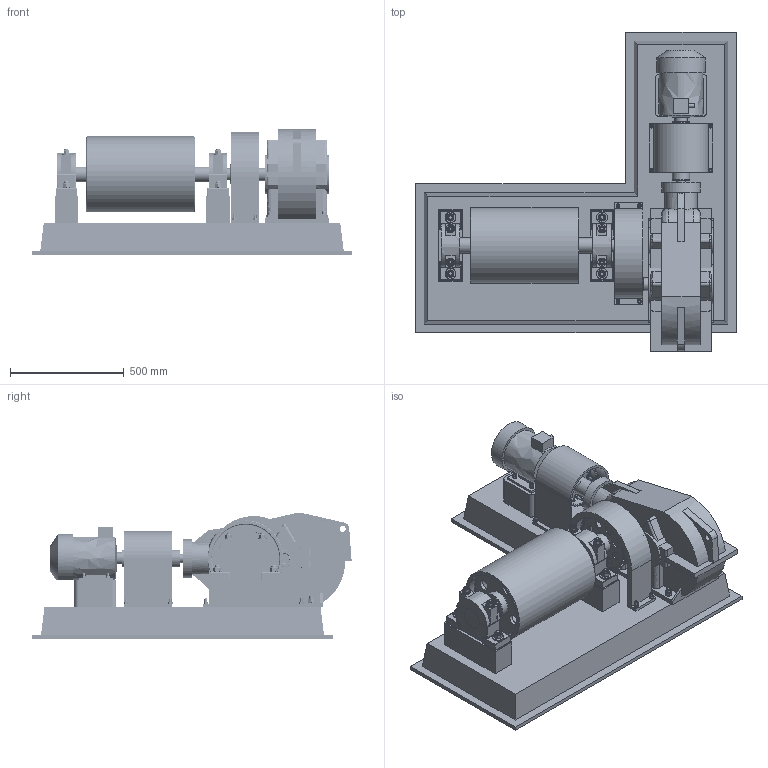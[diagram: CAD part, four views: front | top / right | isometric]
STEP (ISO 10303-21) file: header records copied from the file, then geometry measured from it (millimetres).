
FILE_DESCRIPTION(('FreeCAD Model'),'2;1');
FILE_NAME('Open CASCADE Shape Model','2025-05-07T21:17:41',('FreeCAD'),( 'FreeCAD'),'Open CASCADE STEP processor 7.6','FreeCAD','Unknown');
FILE_SCHEMA(('AUTOMOTIVE_DESIGN { 1 0 10303 214 1 1 1 1 }'));
Products named in the file (1): Open CASCADE STEP translator 7.6 1
Bounding box: 1411.46 x 1404.61 x 555.25 mm (x, y, z)
Volume: 118448605.2 mm3; surface area: 9346157.9 mm2
Topology: 185 solids, 191 shells, 2629 faces, 6367 edges, 4047 vertices
Faces by surface type: bspline 2629
Entity records: 176533 total; most frequent: CARTESIAN_POINT 139841, ORIENTED_EDGE 12230, EDGE_CURVE 6115, B_SPLINE_CURVE_WITH_KNOTS 4049, VERTEX_POINT 3955, FACE_BOUND 3021, EDGE_LOOP 2953, ADVANCED_FACE 2629
